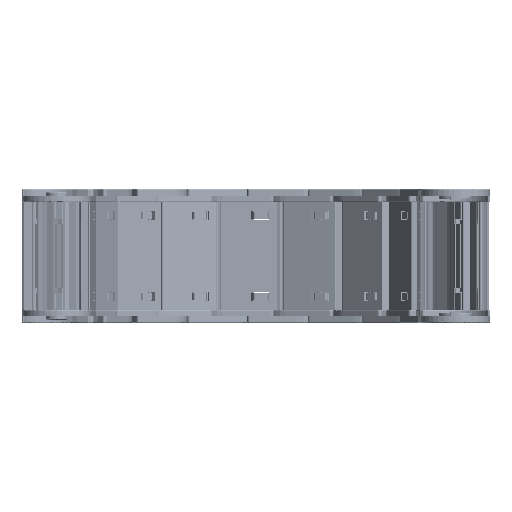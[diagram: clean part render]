
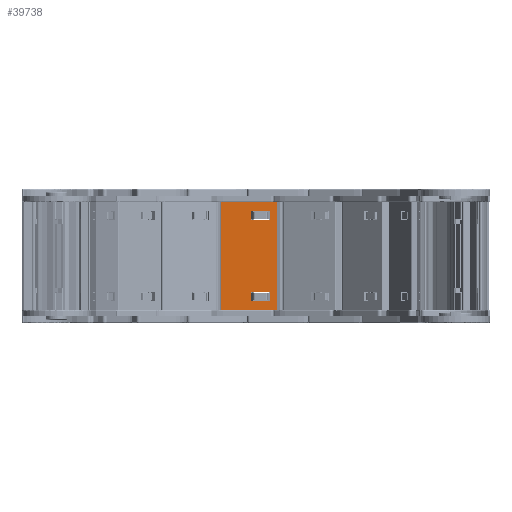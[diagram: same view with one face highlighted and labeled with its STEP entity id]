
A CAD part, left-side view. The second image highlights one B-rep face of the part: STEP entity #39738.
In plain terms, the highlighted face is planar.
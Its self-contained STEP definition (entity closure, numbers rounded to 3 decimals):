
#30 = ORIENTED_EDGE ( 'NONE', *, *, #21843, .F. ) ;
#1886 = ORIENTED_EDGE ( 'NONE', *, *, #13136, .F. ) ;
#1928 = CARTESIAN_POINT ( 'NONE',  ( -4.593, 70.399, -32.166 ) ) ;
#2047 = CARTESIAN_POINT ( 'NONE',  ( -4.593, 70.399, 180.053 ) ) ;
#2244 = CARTESIAN_POINT ( 'NONE',  ( -27.073, 70.399, -25.416 ) ) ;
#2552 = DIRECTION ( 'NONE',  ( -1., 0., 0. ) ) ;
#2555 = LINE ( 'NONE', #20687, #32597 ) ;
#2641 = DIRECTION ( 'NONE',  ( 0., 0., -1. ) ) ;
#2903 = CARTESIAN_POINT ( 'NONE',  ( -27.073, 70.399, 35.384 ) ) ;
#3126 = EDGE_CURVE ( 'NONE', #35555, #11756, #21379, .T. ) ;
#3149 = VERTEX_POINT ( 'NONE', #14367 ) ;
#3314 = VECTOR ( 'NONE', #2641, 1000. ) ;
#3632 = DIRECTION ( 'NONE',  ( 0., 0., -1. ) ) ;
#3795 = LINE ( 'NONE', #17761, #10397 ) ;
#4022 = CARTESIAN_POINT ( 'NONE',  ( -41.073, 70.399, 41.684 ) ) ;
#4944 = CARTESIAN_POINT ( 'NONE',  ( -46.293, 70.399, -32.166 ) ) ;
#5039 = ORIENTED_EDGE ( 'NONE', *, *, #40470, .F. ) ;
#5151 = VERTEX_POINT ( 'NONE', #40817 ) ;
#5168 = AXIS2_PLACEMENT_3D ( 'NONE', #23101, #9615, #3632 ) ;
#5678 = VECTOR ( 'NONE', #2552, 1000. ) ;
#6252 = CARTESIAN_POINT ( 'NONE',  ( -41.073, 70.399, 35.384 ) ) ;
#6380 = FACE_OUTER_BOUND ( 'NONE', #9695, .T. ) ;
#7322 = CARTESIAN_POINT ( 'NONE',  ( -4.593, 70.399, -32.166 ) ) ;
#7547 = DIRECTION ( 'NONE',  ( 0., 0., 1. ) ) ;
#8670 = VECTOR ( 'NONE', #7547, 1000. ) ;
#9065 = CARTESIAN_POINT ( 'NONE',  ( -27.073, 70.399, -19.116 ) ) ;
#9615 = DIRECTION ( 'NONE',  ( 0., 1., 0. ) ) ;
#9695 = EDGE_LOOP ( 'NONE', ( #33493, #20230, #15432, #5039 ) ) ;
#10249 = VECTOR ( 'NONE', #40082, 1000. ) ;
#10291 = CARTESIAN_POINT ( 'NONE',  ( -4.593, 70.399, 48.434 ) ) ;
#10397 = VECTOR ( 'NONE', #21166, 1000. ) ;
#11756 = VERTEX_POINT ( 'NONE', #9065 ) ;
#12130 = CARTESIAN_POINT ( 'NONE',  ( -41.073, 70.399, -25.416 ) ) ;
#12960 = EDGE_CURVE ( 'NONE', #18479, #27613, #24512, .T. ) ;
#13090 = LINE ( 'NONE', #19528, #18693 ) ;
#13136 = EDGE_CURVE ( 'NONE', #34254, #35555, #39311, .T. ) ;
#13455 = VECTOR ( 'NONE', #26041, 1000. ) ;
#13466 = LINE ( 'NONE', #2047, #17023 ) ;
#13570 = CARTESIAN_POINT ( 'NONE',  ( -46.293, 70.399, 48.434 ) ) ;
#14027 = FACE_BOUND ( 'NONE', #38599, .T. ) ;
#14117 = VERTEX_POINT ( 'NONE', #29113 ) ;
#14367 = CARTESIAN_POINT ( 'NONE',  ( -27.073, 70.399, 35.384 ) ) ;
#14855 = ORIENTED_EDGE ( 'NONE', *, *, #40827, .F. ) ;
#15432 = ORIENTED_EDGE ( 'NONE', *, *, #22336, .F. ) ;
#15509 = LINE ( 'NONE', #6252, #13455 ) ;
#15551 = CARTESIAN_POINT ( 'NONE',  ( -41.073, 70.399, 41.684 ) ) ;
#17023 = VECTOR ( 'NONE', #17629, 1000. ) ;
#17629 = DIRECTION ( 'NONE',  ( 0., 0., -1. ) ) ;
#17761 = CARTESIAN_POINT ( 'NONE',  ( -4.593, 70.399, 48.434 ) ) ;
#18479 = VERTEX_POINT ( 'NONE', #4944 ) ;
#18693 = VECTOR ( 'NONE', #22941, 1000. ) ;
#19203 = DIRECTION ( 'NONE',  ( 0., 0., 1. ) ) ;
#19341 = EDGE_CURVE ( 'NONE', #11756, #5151, #13090, .T. ) ;
#19528 = CARTESIAN_POINT ( 'NONE',  ( -41.073, 70.399, -19.116 ) ) ;
#19985 = VECTOR ( 'NONE', #19203, 1000. ) ;
#20230 = ORIENTED_EDGE ( 'NONE', *, *, #12960, .T. ) ;
#20687 = CARTESIAN_POINT ( 'NONE',  ( -46.293, 70.399, 180.053 ) ) ;
#21166 = DIRECTION ( 'NONE',  ( 1., 0., 0. ) ) ;
#21379 = LINE ( 'NONE', #40025, #8670 ) ;
#21667 = CARTESIAN_POINT ( 'NONE',  ( -27.073, 70.399, -25.416 ) ) ;
#21843 = EDGE_CURVE ( 'NONE', #5151, #34254, #31364, .T. ) ;
#22336 = EDGE_CURVE ( 'NONE', #27527, #27613, #13466, .T. ) ;
#22941 = DIRECTION ( 'NONE',  ( -1., 0., 0. ) ) ;
#23101 = CARTESIAN_POINT ( 'NONE',  ( -4.593, 70.399, 180.053 ) ) ;
#23463 = VECTOR ( 'NONE', #31265, 1000. ) ;
#23557 = ORIENTED_EDGE ( 'NONE', *, *, #30934, .F. ) ;
#24142 = CARTESIAN_POINT ( 'NONE',  ( -41.073, 70.399, -25.416 ) ) ;
#24333 = ORIENTED_EDGE ( 'NONE', *, *, #28047, .F. ) ;
#24422 = DIRECTION ( 'NONE',  ( 0., 0., -1. ) ) ;
#24512 = LINE ( 'NONE', #7322, #10249 ) ;
#25767 = FACE_BOUND ( 'NONE', #30097, .T. ) ;
#26041 = DIRECTION ( 'NONE',  ( 1., 0., 0. ) ) ;
#26055 = ORIENTED_EDGE ( 'NONE', *, *, #19341, .F. ) ;
#27527 = VERTEX_POINT ( 'NONE', #10291 ) ;
#27613 = VERTEX_POINT ( 'NONE', #1928 ) ;
#28047 = EDGE_CURVE ( 'NONE', #3149, #31048, #40468, .T. ) ;
#28888 = ORIENTED_EDGE ( 'NONE', *, *, #40219, .F. ) ;
#29113 = CARTESIAN_POINT ( 'NONE',  ( -41.073, 70.399, 35.384 ) ) ;
#29131 = PLANE ( 'NONE',  #5168 ) ;
#30097 = EDGE_LOOP ( 'NONE', ( #30, #26055, #39224, #1886 ) ) ;
#30934 = EDGE_CURVE ( 'NONE', #31048, #35834, #41360, .T. ) ;
#31048 = VERTEX_POINT ( 'NONE', #31725 ) ;
#31265 = DIRECTION ( 'NONE',  ( 1., 0., 0. ) ) ;
#31364 = LINE ( 'NONE', #24142, #37966 ) ;
#31725 = CARTESIAN_POINT ( 'NONE',  ( -27.073, 70.399, 41.684 ) ) ;
#32597 = VECTOR ( 'NONE', #24422, 1000. ) ;
#33128 = EDGE_CURVE ( 'NONE', #39801, #18479, #2555, .T. ) ;
#33493 = ORIENTED_EDGE ( 'NONE', *, *, #33128, .T. ) ;
#34254 = VERTEX_POINT ( 'NONE', #12130 ) ;
#35555 = VERTEX_POINT ( 'NONE', #2244 ) ;
#35834 = VERTEX_POINT ( 'NONE', #4022 ) ;
#36838 = DIRECTION ( 'NONE',  ( 0., 0., -1. ) ) ;
#36921 = LINE ( 'NONE', #15551, #3314 ) ;
#37966 = VECTOR ( 'NONE', #36838, 1000. ) ;
#38599 = EDGE_LOOP ( 'NONE', ( #14855, #28888, #23557, #24333 ) ) ;
#39224 = ORIENTED_EDGE ( 'NONE', *, *, #3126, .F. ) ;
#39311 = LINE ( 'NONE', #21667, #23463 ) ;
#39738 = ADVANCED_FACE ( 'NONE', ( #6380, #14027, #25767 ), #29131, .F. ) ;
#39801 = VERTEX_POINT ( 'NONE', #13570 ) ;
#40025 = CARTESIAN_POINT ( 'NONE',  ( -27.073, 70.399, -19.116 ) ) ;
#40082 = DIRECTION ( 'NONE',  ( 1., 0., 0. ) ) ;
#40219 = EDGE_CURVE ( 'NONE', #35834, #14117, #36921, .T. ) ;
#40468 = LINE ( 'NONE', #2903, #19985 ) ;
#40470 = EDGE_CURVE ( 'NONE', #39801, #27527, #3795, .T. ) ;
#40817 = CARTESIAN_POINT ( 'NONE',  ( -41.073, 70.399, -19.116 ) ) ;
#40827 = EDGE_CURVE ( 'NONE', #14117, #3149, #15509, .T. ) ;
#41360 = LINE ( 'NONE', #41370, #5678 ) ;
#41370 = CARTESIAN_POINT ( 'NONE',  ( -27.073, 70.399, 41.684 ) ) ;
